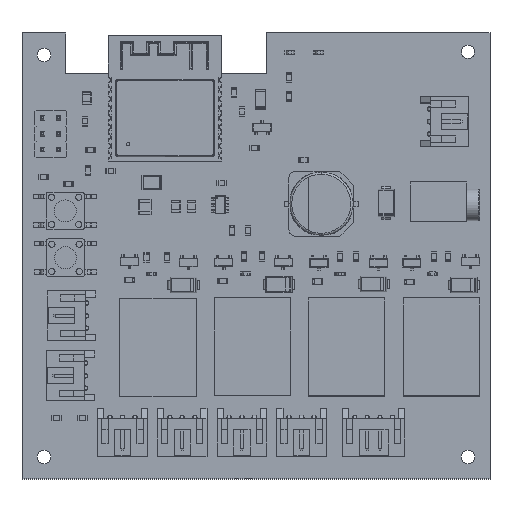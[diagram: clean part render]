
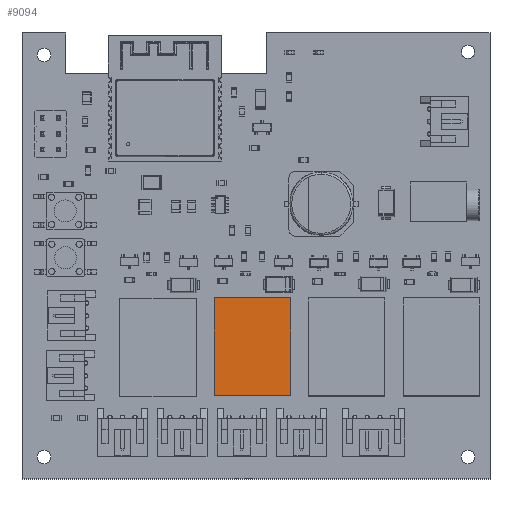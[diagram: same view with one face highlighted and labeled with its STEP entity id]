
A CAD part, top view. The second image highlights one B-rep face of the part: STEP entity #9094.
In plain terms, the highlighted planar face has unit normal (0, 0, 1).
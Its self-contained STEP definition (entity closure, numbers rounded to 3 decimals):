
#8965 = VERTEX_POINT('',#8966);
#8966 = CARTESIAN_POINT('',(0.,0.,13.7));
#8981 = VERTEX_POINT('',#8982);
#8982 = CARTESIAN_POINT('',(0.,12.2,13.7));
#8988 = EDGE_CURVE('',#8965,#8981,#8989,.T.);
#8989 = LINE('',#8990,#8991);
#8990 = CARTESIAN_POINT('',(0.,0.,13.7));
#8991 = VECTOR('',#8992,1.);
#8992 = DIRECTION('',(-0.,1.,0.));
#9005 = VERTEX_POINT('',#9006);
#9006 = CARTESIAN_POINT('',(15.6,0.,13.7));
#9021 = VERTEX_POINT('',#9022);
#9022 = CARTESIAN_POINT('',(15.6,12.2,13.7));
#9028 = EDGE_CURVE('',#9005,#9021,#9029,.T.);
#9029 = LINE('',#9030,#9031);
#9030 = CARTESIAN_POINT('',(15.6,0.,13.7));
#9031 = VECTOR('',#9032,1.);
#9032 = DIRECTION('',(-0.,1.,0.));
#9049 = EDGE_CURVE('',#8965,#9005,#9050,.T.);
#9050 = LINE('',#9051,#9052);
#9051 = CARTESIAN_POINT('',(0.,0.,13.7));
#9052 = VECTOR('',#9053,1.);
#9053 = DIRECTION('',(1.,0.,-0.));
#9071 = EDGE_CURVE('',#8981,#9021,#9072,.T.);
#9072 = LINE('',#9073,#9074);
#9073 = CARTESIAN_POINT('',(0.,12.2,13.7));
#9074 = VECTOR('',#9075,1.);
#9075 = DIRECTION('',(1.,0.,-0.));
#9094 = ADVANCED_FACE('',(#9095),#9101,.T.);
#9095 = FACE_BOUND('',#9096,.T.);
#9096 = EDGE_LOOP('',(#9097,#9098,#9099,#9100));
#9097 = ORIENTED_EDGE('',*,*,#8988,.F.);
#9098 = ORIENTED_EDGE('',*,*,#9049,.T.);
#9099 = ORIENTED_EDGE('',*,*,#9028,.T.);
#9100 = ORIENTED_EDGE('',*,*,#9071,.F.);
#9101 = PLANE('',#9102);
#9102 = AXIS2_PLACEMENT_3D('',#9103,#9104,#9105);
#9103 = CARTESIAN_POINT('',(0.,0.,13.7));
#9104 = DIRECTION('',(0.,0.,1.));
#9105 = DIRECTION('',(1.,0.,-0.));
